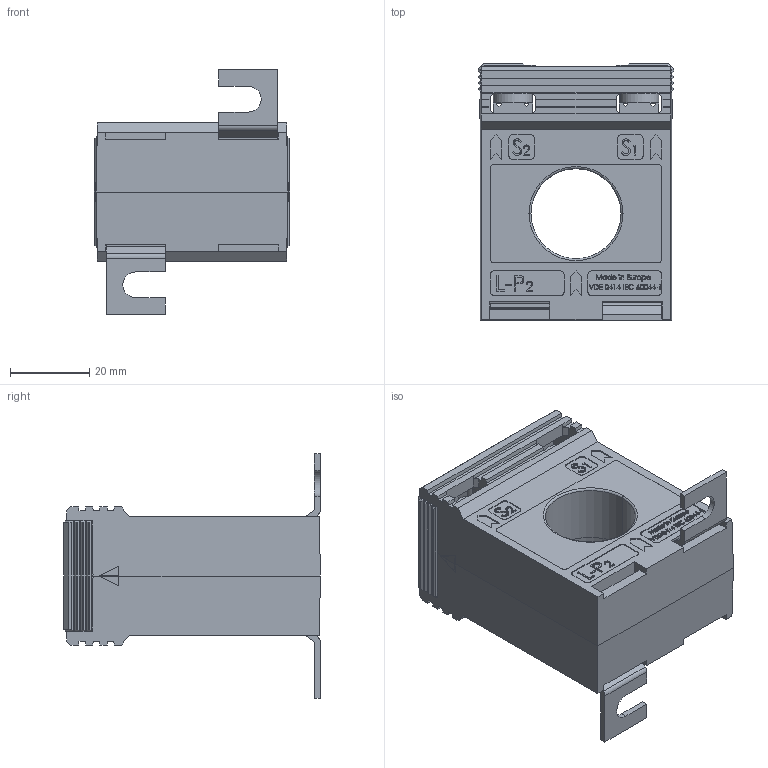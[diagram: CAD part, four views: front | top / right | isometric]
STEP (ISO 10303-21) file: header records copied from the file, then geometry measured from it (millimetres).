
FILE_DESCRIPTION (( 'STEP AP214' ), '1' );
FILE_NAME ('ASR21_3_kpl.STEP', '2011-11-15T09:36:47', ( ' ' ), ( '' ), 'SwSTEP 2.0', 'SolidWorks 2010', '' );
FILE_SCHEMA (( 'AUTOMOTIVE_DESIGN' ));
Length unit declared in the file: millimetre
Products named in the file (7): ASR21_3_kpl; ASK21_3_11; ASK21_3_11_Gehäuseoberteil; Fusswinkel_1,5; MBS_WN-003_04_Klemme_WN-003_02; Verschlussklappe_28mm; Linsenschraube DIN 7985 4.8 VZ M 5 x 10
Assembly tree (12 placements, depth 2):
  ASR21_3_kpl
    MBS_WN-003_04_Klemme_WN-003_02  x2
    Linsenschraube DIN 7985 4.8 VZ M 5 x 10  x4
    ASK21_3_11_Gehäuseoberteil
    Verschlussklappe_28mm  x2
    ASK21_3_11
    Fusswinkel_1,5  x2
Bounding box: 49.5 x 65 x 62 mm (x, y, z)
Volume: 77870.1 mm3; surface area: 32389.4 mm2
Topology: 13 solids, 13 shells, 1621 faces, 4182 edges, 2710 vertices
Faces by surface type: plane 1141, bspline 312, cylinder 104, cone 36, sphere 16, torus 12
Entity records: 59781 total; most frequent: CARTESIAN_POINT 26966, ORIENTED_EDGE 7344, DIRECTION 5404, EDGE_CURVE 3672, VECTOR 2800, LINE 2800, VERTEX_POINT 2412, EDGE_LOOP 1536
